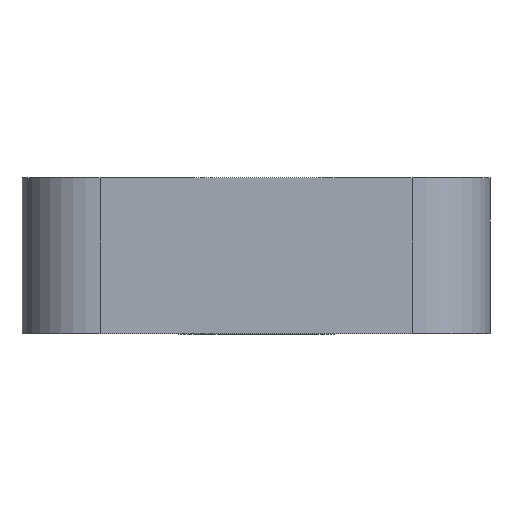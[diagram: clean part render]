
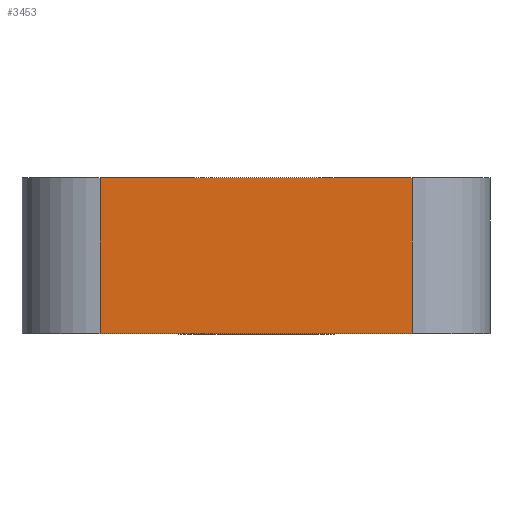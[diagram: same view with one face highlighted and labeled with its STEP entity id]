
A CAD part, top view. The second image highlights one B-rep face of the part: STEP entity #3453.
In plain terms, the highlighted planar face has unit normal (0, 0, 1).
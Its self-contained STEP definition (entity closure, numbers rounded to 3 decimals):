
#327=ORIENTED_EDGE('',*,*,#1359,.F.);
#328=ORIENTED_EDGE('',*,*,#1372,.F.);
#329=ORIENTED_EDGE('',*,*,#1342,.F.);
#330=ORIENTED_EDGE('',*,*,#1373,.T.);
#1342=EDGE_CURVE('',#1863,#1864,#2209,.T.);
#1359=EDGE_CURVE('',#1879,#1880,#2217,.T.);
#1372=EDGE_CURVE('',#1864,#1879,#2226,.T.);
#1373=EDGE_CURVE('',#1863,#1880,#2227,.T.);
#1863=VERTEX_POINT('',#5126);
#1864=VERTEX_POINT('',#5128);
#1879=VERTEX_POINT('',#5160);
#1880=VERTEX_POINT('',#5162);
#2209=LINE('',#5127,#2593);
#2217=LINE('',#5161,#2601);
#2226=LINE('',#5187,#2610);
#2227=LINE('',#5188,#2611);
#2593=VECTOR('',#4060,1000.);
#2601=VECTOR('',#4088,1000.);
#2610=VECTOR('',#4109,1000.);
#2611=VECTOR('',#4110,1000.);
#2942=EDGE_LOOP('',(#327,#328,#329,#330));
#3140=FACE_BOUND('',#2942,.T.);
#3334=PLANE('',#3673);
#3453=ADVANCED_FACE('',(#3140),#3334,.T.);
#3673=AXIS2_PLACEMENT_3D('',#5186,#4107,#4108);
#4060=DIRECTION('',(1.,0.,0.));
#4088=DIRECTION('',(-1.,0.,0.));
#4107=DIRECTION('',(0.,0.,1.));
#4108=DIRECTION('',(1.,0.,0.));
#4109=DIRECTION('',(0.,-1.,0.));
#4110=DIRECTION('',(0.,-1.,0.));
#5126=CARTESIAN_POINT('',(-10.,10.,5.));
#5127=CARTESIAN_POINT('',(15.,10.,5.));
#5128=CARTESIAN_POINT('',(10.,10.,5.));
#5160=CARTESIAN_POINT('',(10.,0.,5.));
#5161=CARTESIAN_POINT('',(0.,0.,5.));
#5162=CARTESIAN_POINT('',(-10.,0.,5.));
#5186=CARTESIAN_POINT('',(15.,10.,5.));
#5187=CARTESIAN_POINT('',(10.,10.,5.));
#5188=CARTESIAN_POINT('',(-10.,10.,5.));
